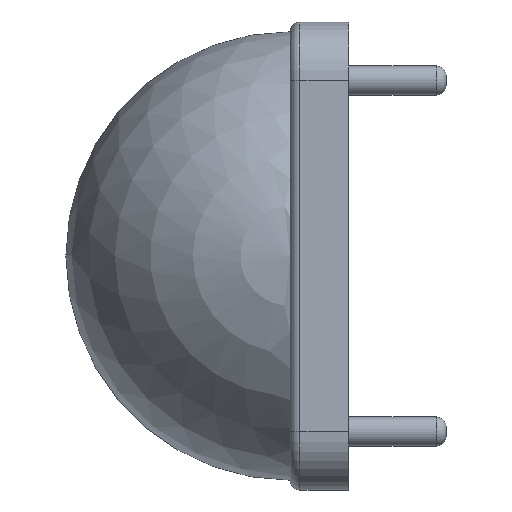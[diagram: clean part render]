
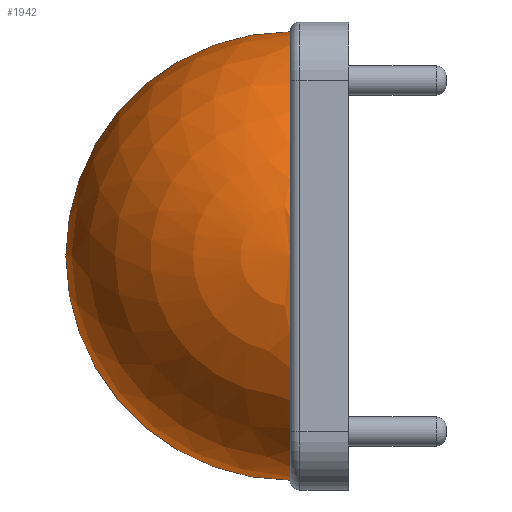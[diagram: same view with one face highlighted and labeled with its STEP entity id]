
A CAD part, left-side view. The second image highlights one B-rep face of the part: STEP entity #1942.
In plain terms, the highlighted spherical face has radius 11.5 mm.
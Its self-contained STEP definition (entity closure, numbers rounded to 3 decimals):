
#407 = CARTESIAN_POINT ( 'NONE',  ( 0., 2., 11.5 ) ) ;
#687 = VERTEX_POINT ( 'NONE', #5568 ) ;
#743 = AXIS2_PLACEMENT_3D ( 'NONE', #5426, #2755, #2095 ) ;
#760 = AXIS2_PLACEMENT_3D ( 'NONE', #795, #2648, #1974 ) ;
#795 = CARTESIAN_POINT ( 'NONE',  ( 0., 2., 0. ) ) ;
#863 = CIRCLE ( 'NONE', #760, 11.5 ) ;
#1236 = EDGE_LOOP ( 'NONE', ( #4204, #2669, #6120, #3791 ) ) ;
#1613 = EDGE_CURVE ( 'NONE', #687, #2098, #863, .T. ) ;
#1879 = CIRCLE ( 'NONE', #743, 11.5 ) ;
#1942 = ADVANCED_FACE ( 'NONE', ( #4240 ), #4672, .T. ) ;
#1974 = DIRECTION ( 'NONE',  ( 0., 0., -1. ) ) ;
#2088 = DIRECTION ( 'NONE',  ( 0., 0., 1. ) ) ;
#2095 = DIRECTION ( 'NONE',  ( 0., 0., -1. ) ) ;
#2098 = VERTEX_POINT ( 'NONE', #407 ) ;
#2145 = EDGE_CURVE ( 'NONE', #6155, #3231, #1879, .T. ) ;
#2156 = CARTESIAN_POINT ( 'NONE',  ( 0., 2., 0. ) ) ;
#2429 = AXIS2_PLACEMENT_3D ( 'NONE', #5961, #5309, #4649 ) ;
#2534 = EDGE_CURVE ( 'NONE', #687, #3231, #5882, .T. ) ;
#2648 = DIRECTION ( 'NONE',  ( 1., 0., 0. ) ) ;
#2669 = ORIENTED_EDGE ( 'NONE', *, *, #2534, .T. ) ;
#2749 = DIRECTION ( 'NONE',  ( -1., 0., 0. ) ) ;
#2755 = DIRECTION ( 'NONE',  ( 0., -1., 0. ) ) ;
#2989 = AXIS2_PLACEMENT_3D ( 'NONE', #6066, #2749, #2088 ) ;
#3072 = EDGE_CURVE ( 'NONE', #2098, #6155, #3404, .T. ) ;
#3231 = VERTEX_POINT ( 'NONE', #3690 ) ;
#3329 = DIRECTION ( 'NONE',  ( 0., 0., -1. ) ) ;
#3404 = CIRCLE ( 'NONE', #3955, 11.5 ) ;
#3690 = CARTESIAN_POINT ( 'NONE',  ( 0., 2., -11.5 ) ) ;
#3791 = ORIENTED_EDGE ( 'NONE', *, *, #3072, .F. ) ;
#3955 = AXIS2_PLACEMENT_3D ( 'NONE', #2156, #3997, #3329 ) ;
#3997 = DIRECTION ( 'NONE',  ( 0., -1., 0. ) ) ;
#4187 = CARTESIAN_POINT ( 'NONE',  ( -11.5, 2., 0. ) ) ;
#4204 = ORIENTED_EDGE ( 'NONE', *, *, #1613, .F. ) ;
#4240 = FACE_OUTER_BOUND ( 'NONE', #1236, .T. ) ;
#4649 = DIRECTION ( 'NONE',  ( 0., 0., -1. ) ) ;
#4672 = SPHERICAL_SURFACE ( 'NONE', #2429, 11.5 ) ;
#5309 = DIRECTION ( 'NONE',  ( 1., 0., 0. ) ) ;
#5426 = CARTESIAN_POINT ( 'NONE',  ( 0., 2., 0. ) ) ;
#5568 = CARTESIAN_POINT ( 'NONE',  ( 0., 13.5, 0. ) ) ;
#5882 = CIRCLE ( 'NONE', #2989, 11.5 ) ;
#5961 = CARTESIAN_POINT ( 'NONE',  ( 0., 2., 0. ) ) ;
#6066 = CARTESIAN_POINT ( 'NONE',  ( 0., 2., 0. ) ) ;
#6120 = ORIENTED_EDGE ( 'NONE', *, *, #2145, .F. ) ;
#6155 = VERTEX_POINT ( 'NONE', #4187 ) ;
